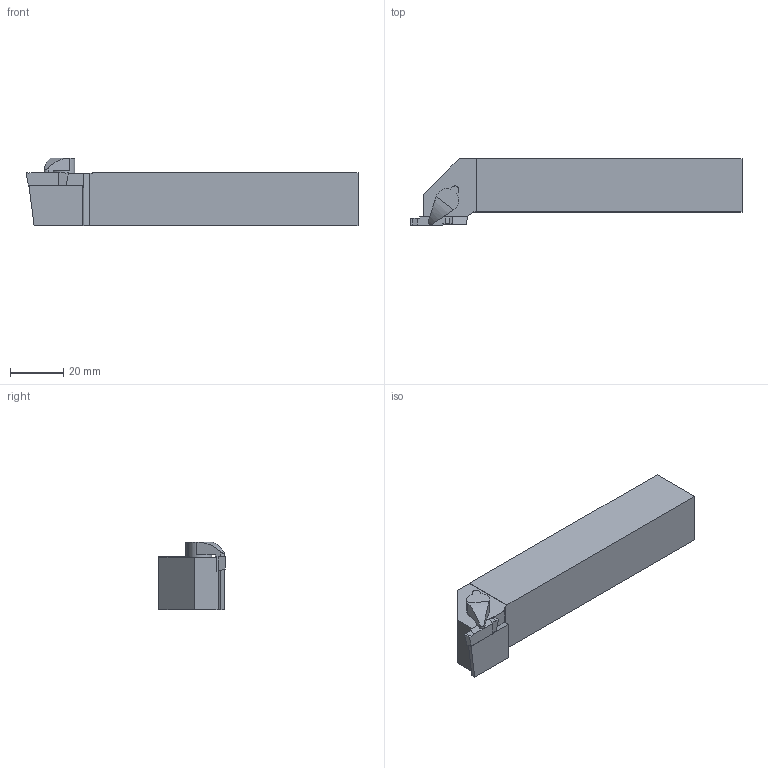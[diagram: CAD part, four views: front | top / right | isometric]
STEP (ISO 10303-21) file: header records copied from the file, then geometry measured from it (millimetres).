
FILE_DESCRIPTION(/* description */ (''),/* implementation_level */ '2;1');
FILE_NAME(/* name */ 'ADKT-154.91-R-2020-3-T4.stp',/* time_stamp */ '2023-10-30T15:08:28+03:00',/* author */ (''),/* organization */ (''),/* preprocessor_version */ 'ST-DEVELOPER v19.4',/* originating_system */ 'SIEMENS PLM Software NX2306.3001',/* authorisation */ '');
FILE_SCHEMA (('AUTOMOTIVE_DESIGN { 1 0 10303 214 3 1 1 1 }'));
Length unit declared in the file: millimetre
Products named in the file (1): ADKT-154.91-R-2020-3-T4
Bounding box: 125 x 25 x 25.56 mm (x, y, z)
Volume: 48400.5 mm3; surface area: 11183.5 mm2
Topology: 3 solids, 3 shells, 46 faces, 118 edges, 78 vertices
Faces by surface type: plane 39, cylinder 7
Entity records: 1532 total; most frequent: CARTESIAN_POINT 270, ORIENTED_EDGE 236, DIRECTION 226, EDGE_CURVE 118, LINE 102, VECTOR 102, VERTEX_POINT 78, AXIS2_PLACEMENT_3D 62
